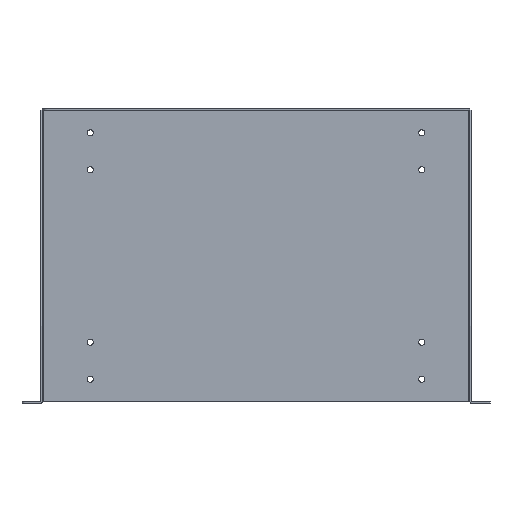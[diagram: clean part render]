
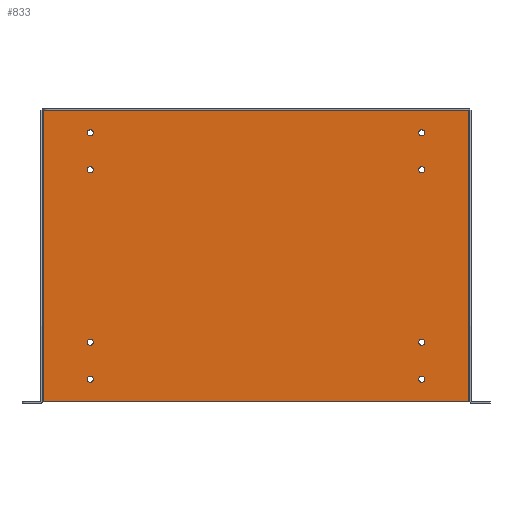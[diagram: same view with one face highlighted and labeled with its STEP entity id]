
A CAD part, top view. The second image highlights one B-rep face of the part: STEP entity #833.
In plain terms, the highlighted planar face has unit normal (0, 0, 1).
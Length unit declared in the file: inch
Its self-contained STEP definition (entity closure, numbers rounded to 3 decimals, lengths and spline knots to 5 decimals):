
#98 = VERTEX_POINT ( 'NONE', #3617 ) ;
#102 = CARTESIAN_POINT ( 'NONE',  ( -6.734, -3.536, 0.072 ) ) ;
#115 = VERTEX_POINT ( 'NONE', #2681 ) ;
#145 = FACE_BOUND ( 'NONE', #224, .T. ) ;
#159 = VERTEX_POINT ( 'NONE', #1997 ) ;
#184 = ORIENTED_EDGE ( 'NONE', *, *, #2727, .T. ) ;
#193 = ORIENTED_EDGE ( 'NONE', *, *, #1378, .T. ) ;
#218 = DIRECTION ( 'NONE',  ( 1., 0., 0. ) ) ;
#224 = EDGE_LOOP ( 'NONE', ( #470 ) ) ;
#237 = AXIS2_PLACEMENT_3D ( 'NONE', #3500, #1584, #3208 ) ;
#252 = CARTESIAN_POINT ( 'NONE',  ( -6.734, 4.964, 0.072 ) ) ;
#338 = CARTESIAN_POINT ( 'NONE',  ( -8.642, 5.964, 0.072 ) ) ;
#382 = CIRCLE ( 'NONE', #777, 0.125 ) ;
#470 = ORIENTED_EDGE ( 'NONE', *, *, #1815, .T. ) ;
#502 = FACE_BOUND ( 'NONE', #2998, .T. ) ;
#544 = DIRECTION ( 'NONE',  ( 1., 0., 0. ) ) ;
#550 = DIRECTION ( 'NONE',  ( 1., 0., 0. ) ) ;
#586 = LINE ( 'NONE', #1843, #2661 ) ;
#596 = DIRECTION ( 'NONE',  ( 0., 0., -1. ) ) ;
#674 = DIRECTION ( 'NONE',  ( 0., -1., 0. ) ) ;
#703 = VERTEX_POINT ( 'NONE', #3747 ) ;
#771 = EDGE_CURVE ( 'NONE', #703, #2729, #2810, .T. ) ;
#775 = VERTEX_POINT ( 'NONE', #1350 ) ;
#777 = AXIS2_PLACEMENT_3D ( 'NONE', #252, #4057, #2489 ) ;
#794 = CARTESIAN_POINT ( 'NONE',  ( -6.734, 3.464, 0.072 ) ) ;
#809 = FACE_BOUND ( 'NONE', #3499, .T. ) ;
#833 = ADVANCED_FACE ( 'NONE', ( #2691, #809, #2303, #145, #502, #1362, #2669, #1986, #1757 ), #3608, .F. ) ;
#862 = CARTESIAN_POINT ( 'NONE',  ( -6.734, -5.036, 0.072 ) ) ;
#890 = ORIENTED_EDGE ( 'NONE', *, *, #1540, .F. ) ;
#946 = ORIENTED_EDGE ( 'NONE', *, *, #1080, .T. ) ;
#977 = DIRECTION ( 'NONE',  ( 1., 0., 0. ) ) ;
#1007 = AXIS2_PLACEMENT_3D ( 'NONE', #3913, #3872, #2910 ) ;
#1028 = DIRECTION ( 'NONE',  ( 0., 0., -1. ) ) ;
#1074 = DIRECTION ( 'NONE',  ( 0., 0., -1. ) ) ;
#1080 = EDGE_CURVE ( 'NONE', #98, #98, #1592, .T. ) ;
#1131 = ORIENTED_EDGE ( 'NONE', *, *, #3931, .F. ) ;
#1166 = ORIENTED_EDGE ( 'NONE', *, *, #2479, .T. ) ;
#1212 = CIRCLE ( 'NONE', #3588, 0.125 ) ;
#1283 = CIRCLE ( 'NONE', #237, 0.125 ) ;
#1334 = ORIENTED_EDGE ( 'NONE', *, *, #2250, .F. ) ;
#1350 = CARTESIAN_POINT ( 'NONE',  ( -6.609, 3.464, 0.072 ) ) ;
#1362 = FACE_BOUND ( 'NONE', #1505, .T. ) ;
#1378 = EDGE_CURVE ( 'NONE', #775, #775, #1212, .T. ) ;
#1505 = EDGE_LOOP ( 'NONE', ( #2116 ) ) ;
#1540 = EDGE_CURVE ( 'NONE', #703, #3008, #2264, .T. ) ;
#1584 = DIRECTION ( 'NONE',  ( 0., 0., -1. ) ) ;
#1592 = CIRCLE ( 'NONE', #3930, 0.125 ) ;
#1718 = DIRECTION ( 'NONE',  ( 1., 0., 0. ) ) ;
#1726 = VECTOR ( 'NONE', #977, 39.37008 ) ;
#1732 = EDGE_CURVE ( 'NONE', #159, #159, #2806, .T. ) ;
#1757 = FACE_BOUND ( 'NONE', #3075, .T. ) ;
#1788 = CARTESIAN_POINT ( 'NONE',  ( 6.734, -3.536, 0.072 ) ) ;
#1815 = EDGE_CURVE ( 'NONE', #3329, #3329, #2931, .T. ) ;
#1817 = ORIENTED_EDGE ( 'NONE', *, *, #1732, .T. ) ;
#1843 = CARTESIAN_POINT ( 'NONE',  ( -8.75, 5.856, 0.072 ) ) ;
#1878 = ORIENTED_EDGE ( 'NONE', *, *, #771, .T. ) ;
#1986 = FACE_BOUND ( 'NONE', #3146, .T. ) ;
#1997 = CARTESIAN_POINT ( 'NONE',  ( 6.859, 4.964, 0.072 ) ) ;
#2025 = CARTESIAN_POINT ( 'NONE',  ( 8.642, 5.856, 0.072 ) ) ;
#2071 = CARTESIAN_POINT ( 'NONE',  ( -8.75, 5.964, 0.072 ) ) ;
#2105 = VECTOR ( 'NONE', #674, 39.37008 ) ;
#2116 = ORIENTED_EDGE ( 'NONE', *, *, #3163, .T. ) ;
#2118 = DIRECTION ( 'NONE',  ( 0., 0., -1. ) ) ;
#2135 = EDGE_LOOP ( 'NONE', ( #2791 ) ) ;
#2146 = DIRECTION ( 'NONE',  ( 0., 0., -1. ) ) ;
#2199 = AXIS2_PLACEMENT_3D ( 'NONE', #2705, #596, #2485 ) ;
#2204 = CIRCLE ( 'NONE', #2807, 0.125 ) ;
#2250 = EDGE_CURVE ( 'NONE', #3008, #3688, #586, .T. ) ;
#2251 = LINE ( 'NONE', #3496, #2105 ) ;
#2264 = LINE ( 'NONE', #338, #3799 ) ;
#2303 = FACE_BOUND ( 'NONE', #3819, .T. ) ;
#2310 = DIRECTION ( 'NONE',  ( 0., 0., -1. ) ) ;
#2374 = VERTEX_POINT ( 'NONE', #3636 ) ;
#2479 = EDGE_CURVE ( 'NONE', #115, #115, #1283, .T. ) ;
#2485 = DIRECTION ( 'NONE',  ( 1., 0., 0. ) ) ;
#2489 = DIRECTION ( 'NONE',  ( 1., 0., 0. ) ) ;
#2613 = CARTESIAN_POINT ( 'NONE',  ( 6.859, -3.536, 0.072 ) ) ;
#2634 = VERTEX_POINT ( 'NONE', #3916 ) ;
#2649 = CARTESIAN_POINT ( 'NONE',  ( -8.642, 5.856, 0.072 ) ) ;
#2661 = VECTOR ( 'NONE', #544, 39.37008 ) ;
#2669 = FACE_BOUND ( 'NONE', #2135, .T. ) ;
#2681 = CARTESIAN_POINT ( 'NONE',  ( 6.859, 3.464, 0.072 ) ) ;
#2691 = FACE_OUTER_BOUND ( 'NONE', #2754, .T. ) ;
#2705 = CARTESIAN_POINT ( 'NONE',  ( 6.734, -5.036, 0.072 ) ) ;
#2726 = AXIS2_PLACEMENT_3D ( 'NONE', #2071, #1074, #3253 ) ;
#2727 = EDGE_CURVE ( 'NONE', #2634, #2634, #4002, .T. ) ;
#2729 = VERTEX_POINT ( 'NONE', #2774 ) ;
#2754 = EDGE_LOOP ( 'NONE', ( #1334, #890, #1878, #1131 ) ) ;
#2774 = CARTESIAN_POINT ( 'NONE',  ( 8.642, -5.964, 0.072 ) ) ;
#2791 = ORIENTED_EDGE ( 'NONE', *, *, #3779, .T. ) ;
#2806 = CIRCLE ( 'NONE', #1007, 0.125 ) ;
#2807 = AXIS2_PLACEMENT_3D ( 'NONE', #862, #2118, #550 ) ;
#2810 = LINE ( 'NONE', #2826, #1726 ) ;
#2826 = CARTESIAN_POINT ( 'NONE',  ( -8.75, -5.964, 0.072 ) ) ;
#2879 = DIRECTION ( 'NONE',  ( 1., 0., 0. ) ) ;
#2910 = DIRECTION ( 'NONE',  ( 1., 0., 0. ) ) ;
#2931 = CIRCLE ( 'NONE', #3593, 0.125 ) ;
#2998 = EDGE_LOOP ( 'NONE', ( #193 ) ) ;
#3008 = VERTEX_POINT ( 'NONE', #2649 ) ;
#3075 = EDGE_LOOP ( 'NONE', ( #1817 ) ) ;
#3146 = EDGE_LOOP ( 'NONE', ( #184 ) ) ;
#3163 = EDGE_CURVE ( 'NONE', #2374, #2374, #2204, .T. ) ;
#3208 = DIRECTION ( 'NONE',  ( 1., 0., 0. ) ) ;
#3219 = DIRECTION ( 'NONE',  ( 0., 1., 0. ) ) ;
#3253 = DIRECTION ( 'NONE',  ( -1., 0., 0. ) ) ;
#3329 = VERTEX_POINT ( 'NONE', #2613 ) ;
#3439 = CARTESIAN_POINT ( 'NONE',  ( -6.609, 4.964, 0.072 ) ) ;
#3496 = CARTESIAN_POINT ( 'NONE',  ( 8.642, 5.964, 0.072 ) ) ;
#3499 = EDGE_LOOP ( 'NONE', ( #946 ) ) ;
#3500 = CARTESIAN_POINT ( 'NONE',  ( 6.734, 3.464, 0.072 ) ) ;
#3588 = AXIS2_PLACEMENT_3D ( 'NONE', #794, #2310, #1718 ) ;
#3593 = AXIS2_PLACEMENT_3D ( 'NONE', #1788, #2146, #218 ) ;
#3608 = PLANE ( 'NONE',  #2726 ) ;
#3617 = CARTESIAN_POINT ( 'NONE',  ( -6.609, -3.536, 0.072 ) ) ;
#3636 = CARTESIAN_POINT ( 'NONE',  ( -6.609, -5.036, 0.072 ) ) ;
#3688 = VERTEX_POINT ( 'NONE', #2025 ) ;
#3747 = CARTESIAN_POINT ( 'NONE',  ( -8.642, -5.964, 0.072 ) ) ;
#3779 = EDGE_CURVE ( 'NONE', #4049, #4049, #382, .T. ) ;
#3799 = VECTOR ( 'NONE', #3219, 39.37008 ) ;
#3819 = EDGE_LOOP ( 'NONE', ( #1166 ) ) ;
#3872 = DIRECTION ( 'NONE',  ( 0., 0., -1. ) ) ;
#3913 = CARTESIAN_POINT ( 'NONE',  ( 6.734, 4.964, 0.072 ) ) ;
#3916 = CARTESIAN_POINT ( 'NONE',  ( 6.859, -5.036, 0.072 ) ) ;
#3930 = AXIS2_PLACEMENT_3D ( 'NONE', #102, #1028, #2879 ) ;
#3931 = EDGE_CURVE ( 'NONE', #3688, #2729, #2251, .T. ) ;
#4002 = CIRCLE ( 'NONE', #2199, 0.125 ) ;
#4049 = VERTEX_POINT ( 'NONE', #3439 ) ;
#4057 = DIRECTION ( 'NONE',  ( 0., 0., -1. ) ) ;
